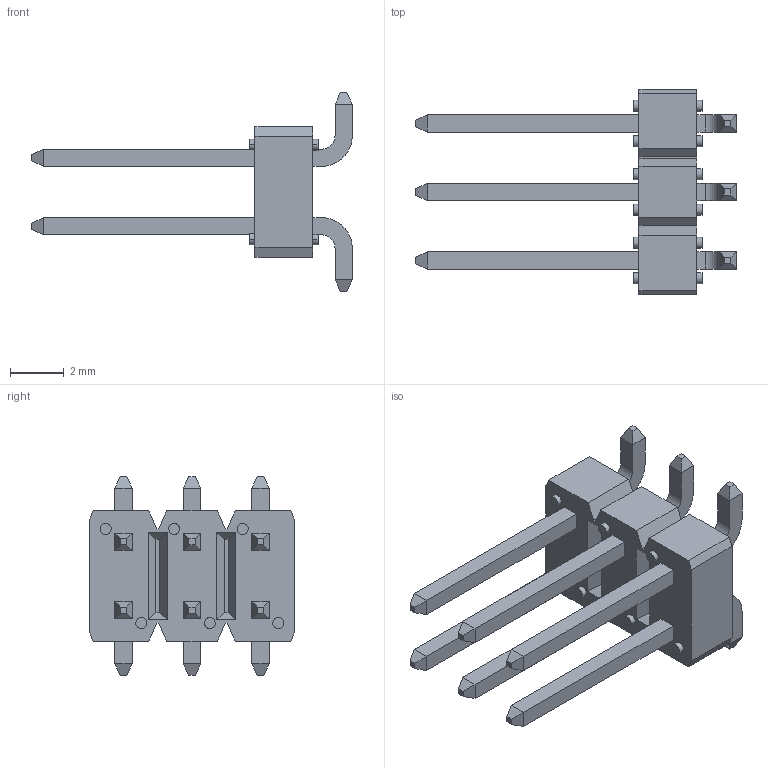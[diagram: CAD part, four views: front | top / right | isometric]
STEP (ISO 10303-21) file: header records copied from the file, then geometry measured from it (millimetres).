
FILE_DESCRIPTION((''),'2;1');
FILE_NAME('10129383-X06002XLF_ASM','2014-07-09T',('hanj'),('FCI'),'PRO/ENGINEER BY PARAMETRIC TECHNOLOGY CORPORATION, 2013150','PRO/ENGINEER BY PARAMETRIC TECHNOLOGY CORPORATION, 2013150','');
FILE_SCHEMA(('CONFIG_CONTROL_DESIGN'));
Length unit declared in the file: millimetre
Products named in the file (1): 10129383-X06002XLF_ASM
Bounding box: 11.89 x 7.62 x 7.37 mm (x, y, z)
Volume: 101.7 mm3; surface area: 310.2 mm2
Topology: 1 solids, 1 shells, 214 faces, 504 edges, 320 vertices
Faces by surface type: plane 178, cylinder 36
Entity records: 6054 total; most frequent: CARTESIAN_POINT 1038, ORIENTED_EDGE 1008, DIRECTION 1004, EDGE_CURVE 504, VECTOR 432, LINE 432, VERTEX_POINT 320, AXIS2_PLACEMENT_3D 286
